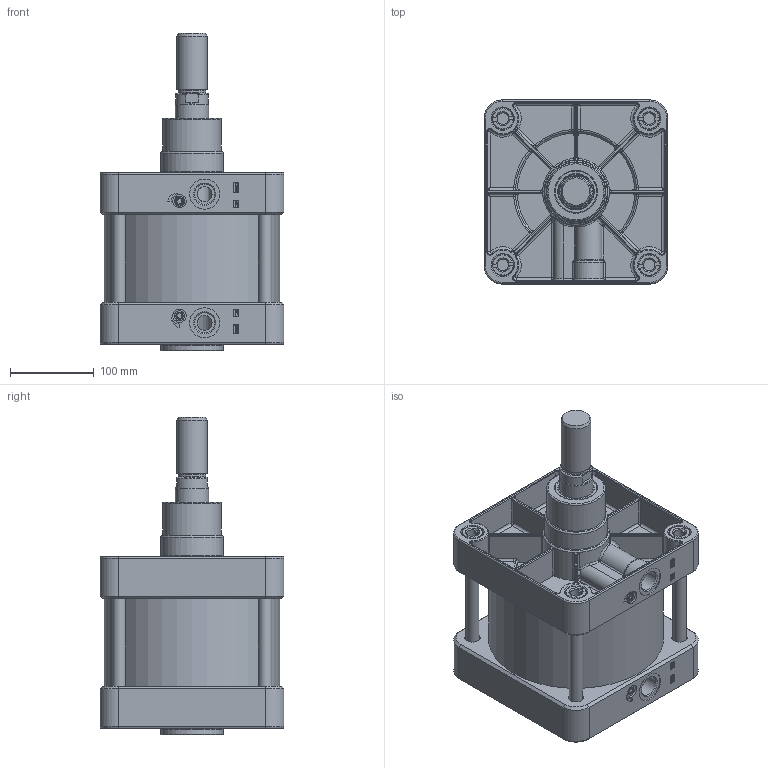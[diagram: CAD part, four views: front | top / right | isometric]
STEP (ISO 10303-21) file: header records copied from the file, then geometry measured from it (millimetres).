
FILE_DESCRIPTION((''),'2;1');
FILE_NAME('C-H-200-0025.stp','',(''),(''),'Autodesk Inventor 2012','Autodesk Inventor 2012','');
FILE_SCHEMA(('AUTOMOTIVE_DESIGN { 1 0 10303 214 1 1 1 1 }'));
Length unit declared in the file: millimetre
Products named in the file (6): C-H-200-0025; CORPO-025; STELO-025; TA; TIRANTE-025; TP
Assembly tree (8 placements, depth 2):
  C-H-200-0025
    CORPO-025
    STELO-025
    TA
    TIRANTE-025  x4
    TP
Bounding box: 220 x 220 x 380 mm (x, y, z)
Volume: 2952189.6 mm3; surface area: 762493.2 mm2
Topology: 8 solids, 13 shells, 1321 faces, 3137 edges, 1833 vertices
Faces by surface type: plane 378, bspline 325, cylinder 321, torus 153, cone 114, sphere 24, revolution 6
Full cylindrical faces by diameter (mm): 5.5 x2, 6 x2, 7 x2, 8 x2, 8.2 x2, 8.5 x2, 8.917 x2, 9.4 x4, 10 x2, 11.8 x4, 12 x6, 13.835 x8, 16 x6, 17.5 x8, 18 x2, 24.117 x2, 25 x8, 26 x8, 27 x1, 32.8 x1, 36 x3, 39 x1, 40 x1, 40.8 x1, 40.962 x1, 45 x1, 50 x3, 51.5 x2, 65 x1, 70 x1
Entity records: 45058 total; most frequent: CARTESIAN_POINT 16523, ORIENTED_EDGE 5490, DIRECTION 5294, EDGE_CURVE 2745, AXIS2_PLACEMENT_3D 2142, VERTEX_POINT 1754, EDGE_LOOP 1629, STYLED_ITEM 1309
